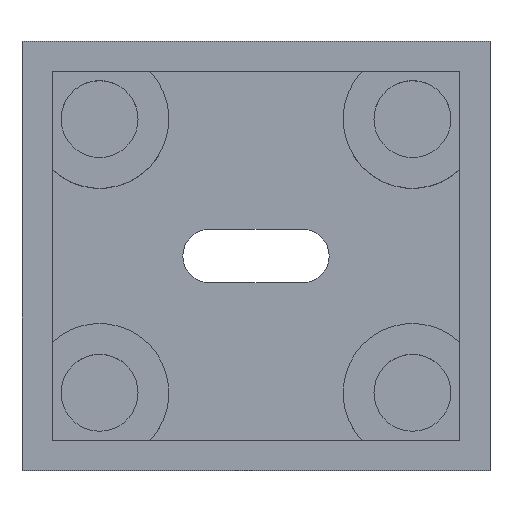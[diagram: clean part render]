
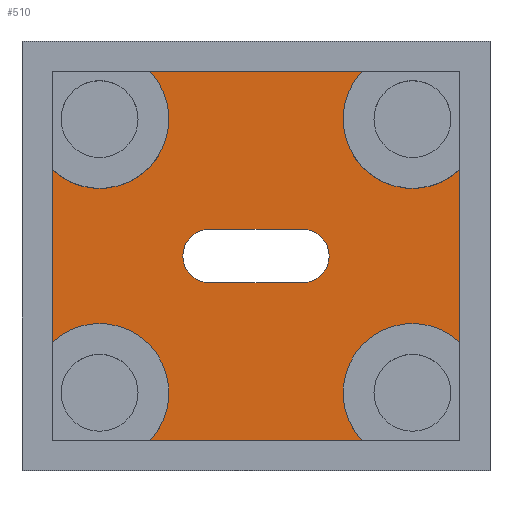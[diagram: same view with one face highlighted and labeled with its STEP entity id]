
A CAD part, top view. The second image highlights one B-rep face of the part: STEP entity #510.
In plain terms, the highlighted planar face has unit normal (0, 0, 1).
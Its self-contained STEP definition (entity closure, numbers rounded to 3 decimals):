
#25=FACE_BOUND('',#64,.T.);
#32=FACE_OUTER_BOUND('',#63,.T.);
#63=EDGE_LOOP('',(#345,#346,#347,#348,#349,#350,#351,#352));
#64=EDGE_LOOP('',(#353,#354,#355,#356));
#101=LINE('',#756,#153);
#102=LINE('',#760,#154);
#103=LINE('',#764,#155);
#104=LINE('',#767,#156);
#105=LINE('',#770,#157);
#106=LINE('',#774,#158);
#153=VECTOR('',#600,10.);
#154=VECTOR('',#603,10.);
#155=VECTOR('',#606,10.);
#156=VECTOR('',#609,10.);
#157=VECTOR('',#610,10.);
#158=VECTOR('',#613,10.);
#205=CIRCLE('',#544,4.5);
#206=CIRCLE('',#545,4.5);
#207=CIRCLE('',#546,4.5);
#208=CIRCLE('',#547,4.5);
#209=CIRCLE('',#548,1.75);
#210=CIRCLE('',#549,1.75);
#225=VERTEX_POINT('',#752);
#226=VERTEX_POINT('',#753);
#227=VERTEX_POINT('',#755);
#228=VERTEX_POINT('',#757);
#229=VERTEX_POINT('',#759);
#230=VERTEX_POINT('',#761);
#231=VERTEX_POINT('',#763);
#232=VERTEX_POINT('',#765);
#233=VERTEX_POINT('',#768);
#234=VERTEX_POINT('',#769);
#235=VERTEX_POINT('',#771);
#236=VERTEX_POINT('',#773);
#273=EDGE_CURVE('',#225,#226,#205,.T.);
#274=EDGE_CURVE('',#227,#225,#101,.T.);
#275=EDGE_CURVE('',#228,#227,#206,.T.);
#276=EDGE_CURVE('',#229,#228,#102,.T.);
#277=EDGE_CURVE('',#230,#229,#207,.T.);
#278=EDGE_CURVE('',#231,#230,#103,.T.);
#279=EDGE_CURVE('',#232,#231,#208,.T.);
#280=EDGE_CURVE('',#226,#232,#104,.T.);
#281=EDGE_CURVE('',#233,#234,#105,.T.);
#282=EDGE_CURVE('',#235,#233,#209,.T.);
#283=EDGE_CURVE('',#236,#235,#106,.T.);
#284=EDGE_CURVE('',#234,#236,#210,.T.);
#345=ORIENTED_EDGE('',*,*,#273,.F.);
#346=ORIENTED_EDGE('',*,*,#274,.F.);
#347=ORIENTED_EDGE('',*,*,#275,.F.);
#348=ORIENTED_EDGE('',*,*,#276,.F.);
#349=ORIENTED_EDGE('',*,*,#277,.F.);
#350=ORIENTED_EDGE('',*,*,#278,.F.);
#351=ORIENTED_EDGE('',*,*,#279,.F.);
#352=ORIENTED_EDGE('',*,*,#280,.F.);
#353=ORIENTED_EDGE('',*,*,#281,.F.);
#354=ORIENTED_EDGE('',*,*,#282,.F.);
#355=ORIENTED_EDGE('',*,*,#283,.F.);
#356=ORIENTED_EDGE('',*,*,#284,.F.);
#489=PLANE('',#543);
#510=ADVANCED_FACE('',(#32,#25),#489,.T.);
#543=AXIS2_PLACEMENT_3D('',#751,#596,#597);
#544=AXIS2_PLACEMENT_3D('',#754,#598,#599);
#545=AXIS2_PLACEMENT_3D('',#758,#601,#602);
#546=AXIS2_PLACEMENT_3D('',#762,#604,#605);
#547=AXIS2_PLACEMENT_3D('',#766,#607,#608);
#548=AXIS2_PLACEMENT_3D('',#772,#611,#612);
#549=AXIS2_PLACEMENT_3D('',#775,#614,#615);
#596=DIRECTION('center_axis',(0.,0.,1.));
#597=DIRECTION('ref_axis',(1.,0.,0.));
#598=DIRECTION('center_axis',(0.,0.,1.));
#599=DIRECTION('ref_axis',(-1.,0.,0.));
#600=DIRECTION('',(0.,1.,0.));
#601=DIRECTION('center_axis',(0.,0.,1.));
#602=DIRECTION('ref_axis',(-1.,0.,0.));
#603=DIRECTION('',(-1.,0.,0.));
#604=DIRECTION('center_axis',(0.,0.,1.));
#605=DIRECTION('ref_axis',(-1.,0.,0.));
#606=DIRECTION('',(0.,-1.,0.));
#607=DIRECTION('center_axis',(0.,0.,1.));
#608=DIRECTION('ref_axis',(-1.,0.,0.));
#609=DIRECTION('',(1.,0.,0.));
#610=DIRECTION('',(-1.,0.,0.));
#611=DIRECTION('center_axis',(0.,0.,1.));
#612=DIRECTION('ref_axis',(0.,-1.,0.));
#613=DIRECTION('',(1.,0.,0.));
#614=DIRECTION('center_axis',(0.,0.,1.));
#615=DIRECTION('ref_axis',(0.,1.,0.));
#751=CARTESIAN_POINT('Origin',(12.7,11.43,-5.3));
#752=CARTESIAN_POINT('',(-0.55,17.049,-5.3));
#753=CARTESIAN_POINT('',(5.811,23.41,-5.3));
#754=CARTESIAN_POINT('Origin',(2.54,20.32,-5.3));
#755=CARTESIAN_POINT('',(-0.55,5.811,-5.3));
#756=CARTESIAN_POINT('',(-0.55,17.145,-5.3));
#757=CARTESIAN_POINT('',(5.811,-0.55,-5.3));
#758=CARTESIAN_POINT('Origin',(2.54,2.54,-5.3));
#759=CARTESIAN_POINT('',(19.589,-0.55,-5.3));
#760=CARTESIAN_POINT('',(6.35,-0.55,-5.3));
#761=CARTESIAN_POINT('',(25.95,5.811,-5.3));
#762=CARTESIAN_POINT('Origin',(22.86,2.54,-5.3));
#763=CARTESIAN_POINT('',(25.95,17.049,-5.3));
#764=CARTESIAN_POINT('',(25.95,5.715,-5.3));
#765=CARTESIAN_POINT('',(19.589,23.41,-5.3));
#766=CARTESIAN_POINT('Origin',(22.86,20.32,-5.3));
#767=CARTESIAN_POINT('',(19.05,23.41,-5.3));
#768=CARTESIAN_POINT('',(15.7,13.18,-5.3));
#769=CARTESIAN_POINT('',(9.7,13.18,-5.3));
#770=CARTESIAN_POINT('',(11.2,13.18,-5.3));
#771=CARTESIAN_POINT('',(15.7,9.68,-5.3));
#772=CARTESIAN_POINT('Origin',(15.7,11.43,-5.3));
#773=CARTESIAN_POINT('',(9.7,9.68,-5.3));
#774=CARTESIAN_POINT('',(14.2,9.68,-5.3));
#775=CARTESIAN_POINT('Origin',(9.7,11.43,-5.3));
